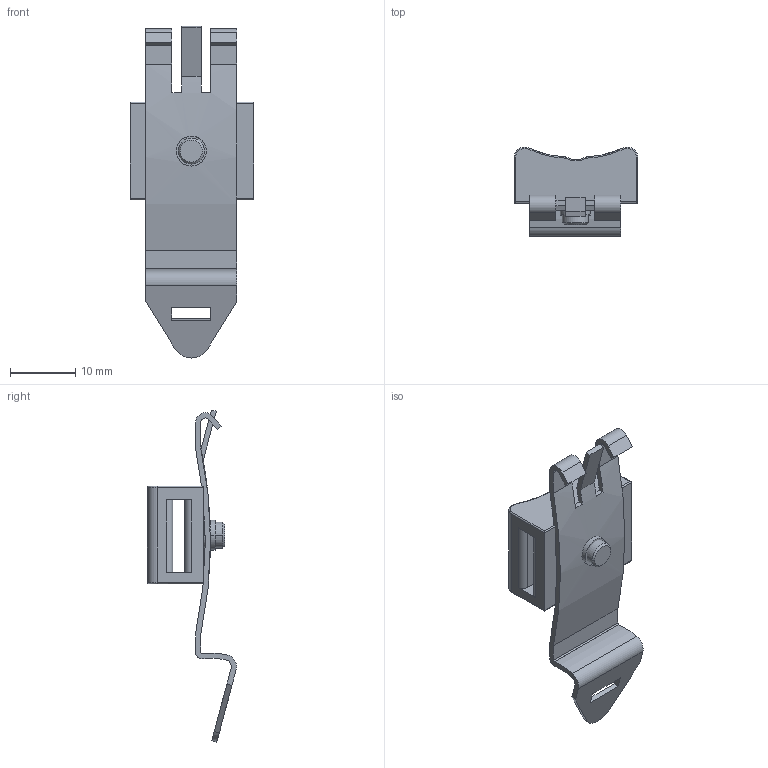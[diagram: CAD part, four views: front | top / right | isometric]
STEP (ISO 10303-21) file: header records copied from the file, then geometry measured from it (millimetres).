
FILE_DESCRIPTION (( 'STEP AP214' ), '1' );
FILE_NAME ('3011-042.STEP', '2020-08-31T09:08:17', ( '' ), ( '' ), 'SwSTEP 2.0', 'SolidWorks 2020', '' );
FILE_SCHEMA (( 'AUTOMOTIVE_DESIGN' ));
Length unit declared in the file: millimetre
Products named in the file (1): 3011-042
Bounding box: 19 x 13.69 x 51.03 mm (x, y, z)
Volume: 2228.8 mm3; surface area: 3231 mm2
Topology: 3 solids, 3 shells, 130 faces, 335 edges, 212 vertices
Faces by surface type: cylinder 52, plane 52, torus 18, cone 6, bspline 2
Entity records: 6792 total; most frequent: CARTESIAN_POINT 2071, DIRECTION 697, ORIENTED_EDGE 670, EDGE_CURVE 335, AXIS2_PLACEMENT_3D 257, VERTEX_POINT 212, VECTOR 183, LINE 183
